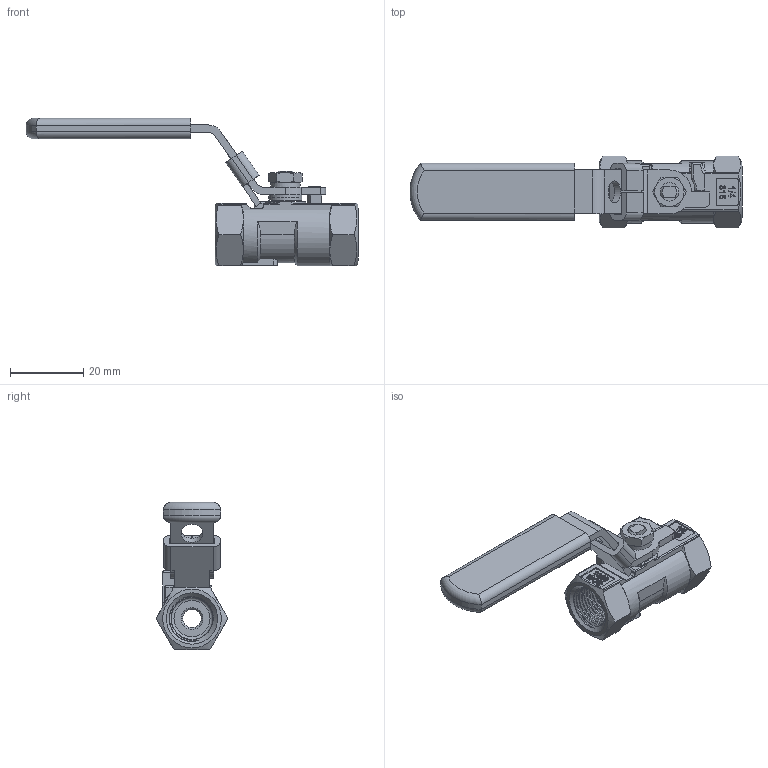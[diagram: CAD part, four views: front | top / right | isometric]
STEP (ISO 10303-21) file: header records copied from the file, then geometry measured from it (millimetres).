
FILE_DESCRIPTION(('STEP AP214'),'1');
FILE_NAME('1PC 1-4.stp','2023-12-06T02:57:05',(' '),(' '),'Spatial InterOp 3D',' ',' ');
FILE_SCHEMA(('AUTOMOTIVE_DESIGN { 1 0 10303 214 1 1 1 1 }'));
Length unit declared in the file: millimetre
Products named in the file (11): 1PC_____ 1/4; 阀体; 侧塞; 阀杆; 钢垫; 手柄; 锁扣; 螺母 ： 标准 - M5.0 x 2.7; 垫圈 ： 单圈弹簧 - M5.0 x 1.3; 手柄套
Assembly tree (10 placements, depth 2):
  1PC_____ 1/4
    阀体
    侧塞
    阀杆
    钢垫
    钢垫
    手柄
    锁扣
    螺母 ： 标准 - M5.0 x 2.7
    垫圈 ： 单圈弹簧 - M5.0 x 1.3
    手柄套
Bounding box: 90.58 x 19.63 x 40.2 mm (x, y, z)
Volume: 12150 mm3; surface area: 11025 mm2
Topology: 10 solids, 10 shells, 831 faces, 2305 edges, 1517 vertices
Faces by surface type: plane 665, cylinder 101, cone 36, bspline 19, torus 9, sphere 1
Full cylindrical faces by diameter (mm): 5 x4, 5.1 x1, 5.8 x2, 6 x1, 7 x1, 7.3 x1, 9 x2, 9.1 x1, 10.4 x1, 11.445 x20
Entity records: 41380 total; most frequent: CARTESIAN_POINT 14378, ORIENTED_EDGE 4390, DIRECTION 3845, EDGE_CURVE 2195, LINE 1867, VECTOR 1867, VERTEX_POINT 1461, AXIS2_PLACEMENT_3D 989
